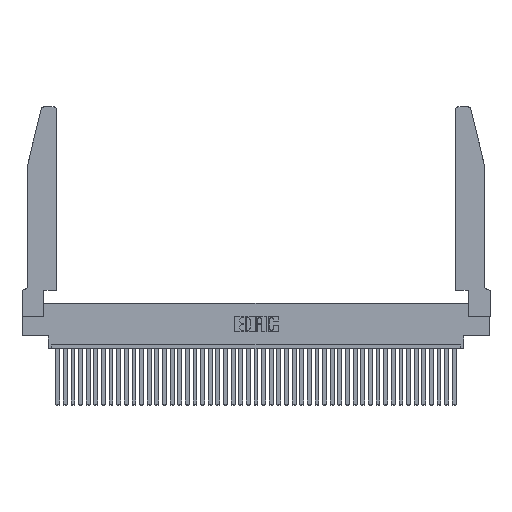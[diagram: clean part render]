
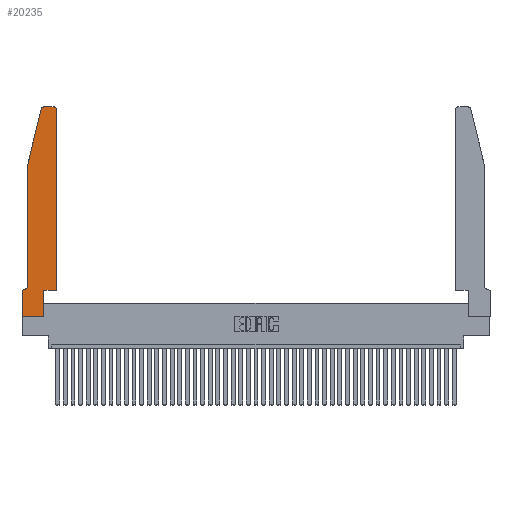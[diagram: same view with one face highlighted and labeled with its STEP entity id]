
A CAD part, top view. The second image highlights one B-rep face of the part: STEP entity #20235.
In plain terms, the highlighted planar face has unit normal (0, 0, 1).
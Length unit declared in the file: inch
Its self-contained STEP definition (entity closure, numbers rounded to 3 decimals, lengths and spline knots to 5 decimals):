
#329 = VECTOR ( 'NONE', #39671, 39.37008 ) ;
#443 = LINE ( 'NONE', #4685, #3105 ) ;
#1105 = EDGE_CURVE ( 'NONE', #25723, #24496, #11291, .T. ) ;
#1279 = EDGE_CURVE ( 'NONE', #41959, #32258, #39956, .T. ) ;
#1374 = ORIENTED_EDGE ( 'NONE', *, *, #1105, .T. ) ;
#1496 = CARTESIAN_POINT ( 'NONE',  ( 0., 0.35, 0.37 ) ) ;
#2916 = CARTESIAN_POINT ( 'NONE',  ( 0.2605, 2.75, 0.37 ) ) ;
#2933 = VERTEX_POINT ( 'NONE', #36730 ) ;
#3021 = AXIS2_PLACEMENT_3D ( 'NONE', #25973, #6017, #39650 ) ;
#3105 = VECTOR ( 'NONE', #41526, 39.37008 ) ;
#3442 = VERTEX_POINT ( 'NONE', #29026 ) ;
#3570 = ORIENTED_EDGE ( 'NONE', *, *, #23173, .T. ) ;
#3573 = AXIS2_PLACEMENT_3D ( 'NONE', #10143, #40274, #30499 ) ;
#3945 = VECTOR ( 'NONE', #36247, 39.37008 ) ;
#3966 = EDGE_LOOP ( 'NONE', ( #1374, #19112, #19238, #20340, #30821, #24290, #41700, #15768, #27532, #3570, #11654, #19871 ) ) ;
#4228 = DIRECTION ( 'NONE',  ( -0.239, -0.971, 0. ) ) ;
#4451 = VECTOR ( 'NONE', #12247, 39.37008 ) ;
#4685 = CARTESIAN_POINT ( 'NONE',  ( 0.2865, 0.35, 0.37 ) ) ;
#6017 = DIRECTION ( 'NONE',  ( 0., 0., -1. ) ) ;
#6051 = EDGE_CURVE ( 'NONE', #40976, #16174, #41101, .T. ) ;
#6065 = EDGE_CURVE ( 'NONE', #16174, #2933, #23370, .T. ) ;
#6117 = CARTESIAN_POINT ( 'NONE',  ( 0., 0., 0.37 ) ) ;
#7548 = CARTESIAN_POINT ( 'NONE',  ( 0.0755, 2., 0.37 ) ) ;
#8158 = DIRECTION ( 'NONE',  ( 0., 0., 1. ) ) ;
#8431 = VECTOR ( 'NONE', #38505, 39.37008 ) ;
#8816 = CARTESIAN_POINT ( 'NONE',  ( 0.4505, 0.35, 0.37 ) ) ;
#9050 = VERTEX_POINT ( 'NONE', #12480 ) ;
#9301 = CARTESIAN_POINT ( 'NONE',  ( 0., 0., 0.37 ) ) ;
#9803 = CARTESIAN_POINT ( 'NONE',  ( 0.0755, 0.35, 0.37 ) ) ;
#10143 = CARTESIAN_POINT ( 'NONE',  ( 0.284, 2.72, 0.37 ) ) ;
#11291 = LINE ( 'NONE', #2916, #41512 ) ;
#11654 = ORIENTED_EDGE ( 'NONE', *, *, #1279, .T. ) ;
#12069 = CARTESIAN_POINT ( 'NONE',  ( 0.4505, 2.72, 0.37 ) ) ;
#12247 = DIRECTION ( 'NONE',  ( 1., 0., 0. ) ) ;
#12480 = CARTESIAN_POINT ( 'NONE',  ( 0.25487, 2.72718, 0.37 ) ) ;
#13031 = LINE ( 'NONE', #7548, #19781 ) ;
#13422 = DIRECTION ( 'NONE',  ( -1., 0., 0. ) ) ;
#13884 = CARTESIAN_POINT ( 'NONE',  ( 0.0055, 0.35, 0.37 ) ) ;
#15768 = ORIENTED_EDGE ( 'NONE', *, *, #36828, .T. ) ;
#16174 = VERTEX_POINT ( 'NONE', #13884 ) ;
#16178 = DIRECTION ( 'NONE',  ( 0., 0., 1. ) ) ;
#16384 = EDGE_CURVE ( 'NONE', #36122, #40976, #32924, .T. ) ;
#16930 = LINE ( 'NONE', #9301, #3945 ) ;
#19112 = ORIENTED_EDGE ( 'NONE', *, *, #19222, .T. ) ;
#19222 = EDGE_CURVE ( 'NONE', #24496, #9050, #39662, .T. ) ;
#19238 = ORIENTED_EDGE ( 'NONE', *, *, #28774, .T. ) ;
#19440 = CARTESIAN_POINT ( 'NONE',  ( 0.4205, 2.72, 0.37 ) ) ;
#19781 = VECTOR ( 'NONE', #4228, 39.37008 ) ;
#19871 = ORIENTED_EDGE ( 'NONE', *, *, #24189, .T. ) ;
#20235 = ADVANCED_FACE ( 'NONE', ( #40077 ), #24782, .T. ) ;
#20340 = ORIENTED_EDGE ( 'NONE', *, *, #16384, .T. ) ;
#20873 = CARTESIAN_POINT ( 'NONE',  ( 0.4205, 2.75, 0.37 ) ) ;
#22505 = CARTESIAN_POINT ( 'NONE',  ( 0.4505, 0.35, 0.37 ) ) ;
#22792 = EDGE_CURVE ( 'NONE', #2933, #35854, #16930, .T. ) ;
#23173 = EDGE_CURVE ( 'NONE', #3442, #41959, #40916, .T. ) ;
#23370 = LINE ( 'NONE', #9803, #39034 ) ;
#24189 = EDGE_CURVE ( 'NONE', #32258, #25723, #30927, .T. ) ;
#24290 = ORIENTED_EDGE ( 'NONE', *, *, #6065, .T. ) ;
#24496 = VERTEX_POINT ( 'NONE', #31812 ) ;
#24782 = PLANE ( 'NONE',  #33731 ) ;
#25615 = LINE ( 'NONE', #39679, #29780 ) ;
#25723 = VERTEX_POINT ( 'NONE', #20873 ) ;
#25973 = CARTESIAN_POINT ( 'NONE',  ( 0.0055, 0.42, 0.37 ) ) ;
#26279 = DIRECTION ( 'NONE',  ( 1., 0., 0. ) ) ;
#27532 = ORIENTED_EDGE ( 'NONE', *, *, #32676, .T. ) ;
#28292 = DIRECTION ( 'NONE',  ( 1., 0., 0. ) ) ;
#28774 = EDGE_CURVE ( 'NONE', #9050, #36122, #13031, .T. ) ;
#29026 = CARTESIAN_POINT ( 'NONE',  ( 0.2865, 0.35, 0.37 ) ) ;
#29106 = CARTESIAN_POINT ( 'NONE',  ( 0.4505, 0.35, 0.37 ) ) ;
#29780 = VECTOR ( 'NONE', #26279, 39.37008 ) ;
#30101 = CARTESIAN_POINT ( 'NONE',  ( 0.0755, 0.42, 0.37 ) ) ;
#30499 = DIRECTION ( 'NONE',  ( 1., 0., 0. ) ) ;
#30821 = ORIENTED_EDGE ( 'NONE', *, *, #6051, .T. ) ;
#30927 = CIRCLE ( 'NONE', #36923, 0.03 ) ;
#31812 = CARTESIAN_POINT ( 'NONE',  ( 0.284, 2.75, 0.37 ) ) ;
#32258 = VERTEX_POINT ( 'NONE', #12069 ) ;
#32676 = EDGE_CURVE ( 'NONE', #39984, #3442, #443, .T. ) ;
#32924 = LINE ( 'NONE', #34703, #8431 ) ;
#33731 = AXIS2_PLACEMENT_3D ( 'NONE', #1496, #8158, #28292 ) ;
#34703 = CARTESIAN_POINT ( 'NONE',  ( 0.0755, 2., 0.37 ) ) ;
#35002 = CARTESIAN_POINT ( 'NONE',  ( 0.2865, 0., 0.37 ) ) ;
#35504 = DIRECTION ( 'NONE',  ( -1., 0., 0. ) ) ;
#35854 = VERTEX_POINT ( 'NONE', #6117 ) ;
#36122 = VERTEX_POINT ( 'NONE', #37521 ) ;
#36247 = DIRECTION ( 'NONE',  ( 0., -1., 0. ) ) ;
#36730 = CARTESIAN_POINT ( 'NONE',  ( 0., 0.35, 0.37 ) ) ;
#36828 = EDGE_CURVE ( 'NONE', #35854, #39984, #25615, .T. ) ;
#36923 = AXIS2_PLACEMENT_3D ( 'NONE', #19440, #16178, #42722 ) ;
#37521 = CARTESIAN_POINT ( 'NONE',  ( 0.0755, 2., 0.37 ) ) ;
#38505 = DIRECTION ( 'NONE',  ( 0., -1., 0. ) ) ;
#39034 = VECTOR ( 'NONE', #13422, 39.37008 ) ;
#39650 = DIRECTION ( 'NONE',  ( -1., 0., 0. ) ) ;
#39662 = CIRCLE ( 'NONE', #3573, 0.03 ) ;
#39671 = DIRECTION ( 'NONE',  ( 0., 1., 0. ) ) ;
#39679 = CARTESIAN_POINT ( 'NONE',  ( 0., 0., 0.37 ) ) ;
#39956 = LINE ( 'NONE', #8816, #329 ) ;
#39984 = VERTEX_POINT ( 'NONE', #35002 ) ;
#40077 = FACE_OUTER_BOUND ( 'NONE', #3966, .T. ) ;
#40274 = DIRECTION ( 'NONE',  ( 0., 0., 1. ) ) ;
#40916 = LINE ( 'NONE', #29106, #4451 ) ;
#40976 = VERTEX_POINT ( 'NONE', #30101 ) ;
#41101 = CIRCLE ( 'NONE', #3021, 0.07 ) ;
#41512 = VECTOR ( 'NONE', #35504, 39.37008 ) ;
#41526 = DIRECTION ( 'NONE',  ( 0., 1., 0. ) ) ;
#41700 = ORIENTED_EDGE ( 'NONE', *, *, #22792, .T. ) ;
#41959 = VERTEX_POINT ( 'NONE', #22505 ) ;
#42722 = DIRECTION ( 'NONE',  ( 1., 0., 0. ) ) ;
